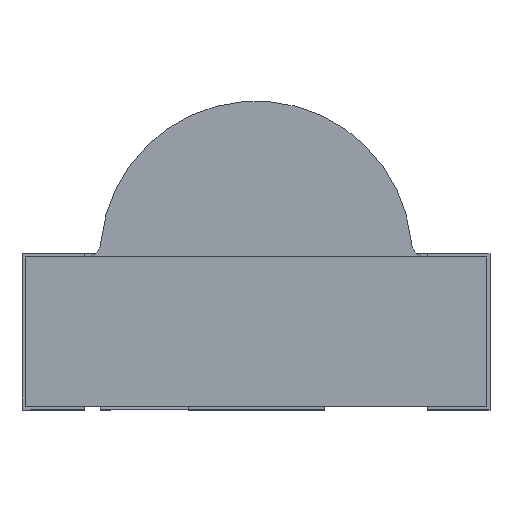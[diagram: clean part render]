
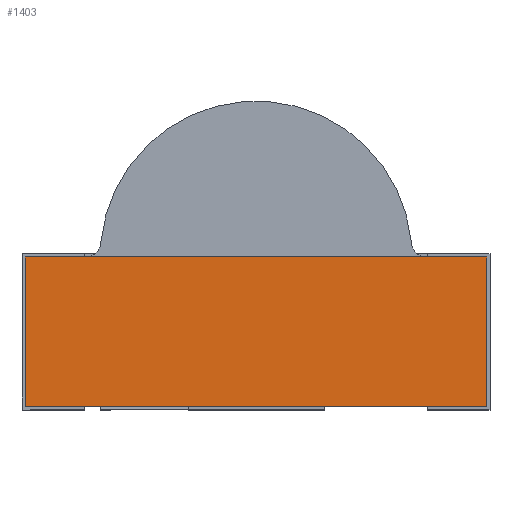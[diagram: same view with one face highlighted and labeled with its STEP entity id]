
A CAD part, top view. The second image highlights one B-rep face of the part: STEP entity #1403.
In plain terms, the highlighted planar face has unit normal (0, 0, 1).
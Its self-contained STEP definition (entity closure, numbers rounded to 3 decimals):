
#666 = DIRECTION ( 'NONE',  ( 0., 1., 0. ) ) ;
#667 = VECTOR ( 'NONE', #666, 1000. ) ;
#668 = CARTESIAN_POINT ( 'NONE',  ( -1.48, -0.96, 0.5 ) ) ;
#669 = LINE ( 'NONE', #668, #667 ) ;
#743 = DIRECTION ( 'NONE',  ( 1., 0., 0. ) ) ;
#744 = VECTOR ( 'NONE', #743, 1000. ) ;
#745 = CARTESIAN_POINT ( 'NONE',  ( -1.48, 0., 0.5 ) ) ;
#746 = LINE ( 'NONE', #745, #744 ) ;
#790 = DIRECTION ( 'NONE',  ( 1., 0., 0. ) ) ;
#791 = VECTOR ( 'NONE', #790, 1000. ) ;
#792 = CARTESIAN_POINT ( 'NONE',  ( -1.48, -0.96, 0.5 ) ) ;
#793 = LINE ( 'NONE', #792, #791 ) ;
#816 = DIRECTION ( 'NONE',  ( 1., 0., 0. ) ) ;
#817 = DIRECTION ( 'NONE',  ( 0., 0., 1. ) ) ;
#818 = CARTESIAN_POINT ( 'NONE',  ( -1.48, -0.96, 0.5 ) ) ;
#819 = AXIS2_PLACEMENT_3D ( 'NONE', #818, #817, #816 ) ;
#820 = PLANE ( 'NONE',  #819 ) ;
#822 = FACE_OUTER_BOUND ( 'NONE', #1381, .T. ) ;
#855 = CARTESIAN_POINT ( 'NONE',  ( 1.48, -0.96, 0.5 ) ) ;
#856 = CARTESIAN_POINT ( 'NONE',  ( 1.48, 0., 0.5 ) ) ;
#879 = CARTESIAN_POINT ( 'NONE',  ( -1.48, -0.96, 0.5 ) ) ;
#902 = DIRECTION ( 'NONE',  ( 0., 1., 0. ) ) ;
#903 = VECTOR ( 'NONE', #902, 1000. ) ;
#904 = CARTESIAN_POINT ( 'NONE',  ( 1.48, -0.96, 0.5 ) ) ;
#905 = LINE ( 'NONE', #904, #903 ) ;
#906 = CARTESIAN_POINT ( 'NONE',  ( -1.48, 0., 0.5 ) ) ;
#1339 = EDGE_CURVE ( 'NONE', #1451, #1475, #669, .T. ) ;
#1374 = ORIENTED_EDGE ( 'NONE', *, *, #1382, .F. ) ;
#1381 = EDGE_LOOP ( 'NONE', ( #1374, #1386, #1415, #1413 ) ) ;
#1382 = EDGE_CURVE ( 'NONE', #1475, #1466, #746, .T. ) ;
#1386 = ORIENTED_EDGE ( 'NONE', *, *, #1339, .F. ) ;
#1391 = EDGE_CURVE ( 'NONE', #1451, #1468, #793, .T. ) ;
#1403 = ADVANCED_FACE ( 'NONE', ( #822 ), #820, .T. ) ;
#1413 = ORIENTED_EDGE ( 'NONE', *, *, #1477, .T. ) ;
#1415 = ORIENTED_EDGE ( 'NONE', *, *, #1391, .T. ) ;
#1451 = VERTEX_POINT ( 'NONE', #879 ) ;
#1466 = VERTEX_POINT ( 'NONE', #856 ) ;
#1468 = VERTEX_POINT ( 'NONE', #855 ) ;
#1475 = VERTEX_POINT ( 'NONE', #906 ) ;
#1477 = EDGE_CURVE ( 'NONE', #1468, #1466, #905, .T. ) ;
